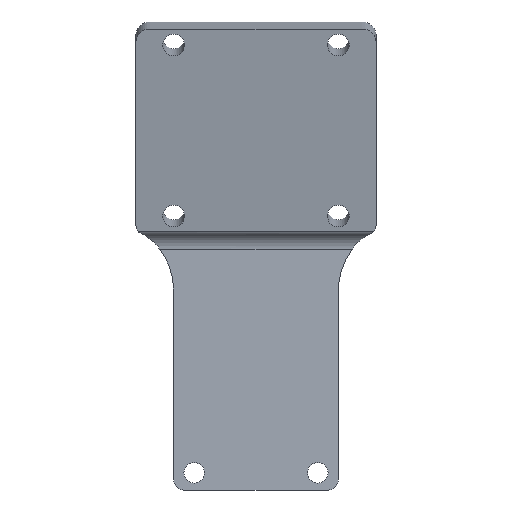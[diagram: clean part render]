
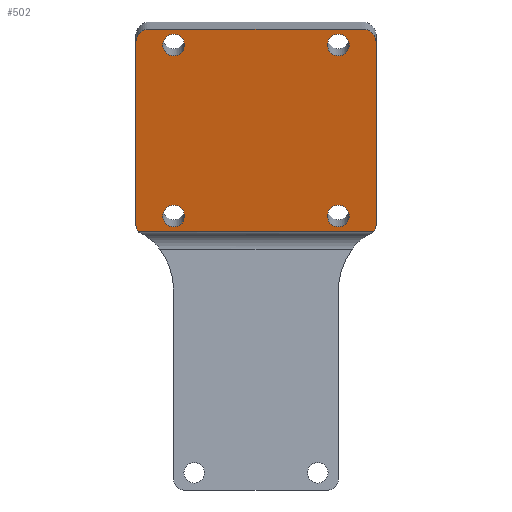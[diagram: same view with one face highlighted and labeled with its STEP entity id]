
A CAD part, front view. The second image highlights one B-rep face of the part: STEP entity #502.
In plain terms, the highlighted planar face has unit normal (0, -0.985, -0.174).
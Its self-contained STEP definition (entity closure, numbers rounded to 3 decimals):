
#27=FACE_BOUND('',#94,.T.);
#28=FACE_BOUND('',#95,.T.);
#29=FACE_BOUND('',#96,.T.);
#30=FACE_BOUND('',#97,.T.);
#44=PLANE('',#566);
#59=FACE_OUTER_BOUND('',#93,.T.);
#93=EDGE_LOOP('',(#401,#402,#403,#404,#405,#406,#407,#408));
#94=EDGE_LOOP('',(#409));
#95=EDGE_LOOP('',(#410));
#96=EDGE_LOOP('',(#411));
#97=EDGE_LOOP('',(#412));
#131=LINE('',#820,#169);
#137=LINE('',#849,#175);
#138=LINE('',#853,#176);
#139=LINE('',#856,#177);
#169=VECTOR('',#656,10.);
#175=VECTOR('',#686,10.);
#176=VECTOR('',#689,10.);
#177=VECTOR('',#692,10.);
#197=CIRCLE('',#553,2.);
#205=CIRCLE('',#565,2.);
#206=CIRCLE('',#567,2.);
#207=CIRCLE('',#568,2.);
#208=CIRCLE('',#569,1.6);
#209=CIRCLE('',#570,1.6);
#210=CIRCLE('',#571,1.6);
#211=CIRCLE('',#572,1.6);
#234=VERTEX_POINT('',#797);
#238=VERTEX_POINT('',#812);
#240=VERTEX_POINT('',#818);
#250=VERTEX_POINT('',#844);
#251=VERTEX_POINT('',#848);
#252=VERTEX_POINT('',#850);
#253=VERTEX_POINT('',#852);
#254=VERTEX_POINT('',#854);
#255=VERTEX_POINT('',#857);
#256=VERTEX_POINT('',#859);
#257=VERTEX_POINT('',#861);
#258=VERTEX_POINT('',#863);
#293=EDGE_CURVE('',#238,#234,#197,.T.);
#296=EDGE_CURVE('',#238,#240,#131,.T.);
#308=EDGE_CURVE('',#250,#240,#205,.T.);
#310=EDGE_CURVE('',#250,#251,#137,.T.);
#311=EDGE_CURVE('',#252,#251,#206,.T.);
#312=EDGE_CURVE('',#252,#253,#138,.T.);
#313=EDGE_CURVE('',#254,#253,#207,.T.);
#314=EDGE_CURVE('',#254,#234,#139,.T.);
#315=EDGE_CURVE('',#255,#255,#208,.T.);
#316=EDGE_CURVE('',#256,#256,#209,.T.);
#317=EDGE_CURVE('',#257,#257,#210,.T.);
#318=EDGE_CURVE('',#258,#258,#211,.T.);
#401=ORIENTED_EDGE('',*,*,#293,.F.);
#402=ORIENTED_EDGE('',*,*,#296,.T.);
#403=ORIENTED_EDGE('',*,*,#308,.F.);
#404=ORIENTED_EDGE('',*,*,#310,.T.);
#405=ORIENTED_EDGE('',*,*,#311,.F.);
#406=ORIENTED_EDGE('',*,*,#312,.T.);
#407=ORIENTED_EDGE('',*,*,#313,.F.);
#408=ORIENTED_EDGE('',*,*,#314,.T.);
#409=ORIENTED_EDGE('',*,*,#315,.T.);
#410=ORIENTED_EDGE('',*,*,#316,.T.);
#411=ORIENTED_EDGE('',*,*,#317,.T.);
#412=ORIENTED_EDGE('',*,*,#318,.T.);
#502=ADVANCED_FACE('',(#59,#27,#28,#29,#30),#44,.T.);
#553=AXIS2_PLACEMENT_3D('',#814,#650,#651);
#565=AXIS2_PLACEMENT_3D('',#845,#681,#682);
#566=AXIS2_PLACEMENT_3D('',#847,#684,#685);
#567=AXIS2_PLACEMENT_3D('',#851,#687,#688);
#568=AXIS2_PLACEMENT_3D('',#855,#690,#691);
#569=AXIS2_PLACEMENT_3D('',#858,#693,#694);
#570=AXIS2_PLACEMENT_3D('',#860,#695,#696);
#571=AXIS2_PLACEMENT_3D('',#862,#697,#698);
#572=AXIS2_PLACEMENT_3D('',#864,#699,#700);
#650=DIRECTION('center_axis',(0.,0.985,0.174));
#651=DIRECTION('ref_axis',(0.878,0.083,-0.471));
#656=DIRECTION('',(0.,-0.174,0.985));
#681=DIRECTION('center_axis',(0.,0.985,0.174));
#682=DIRECTION('ref_axis',(0.707,-0.123,0.696));
#684=DIRECTION('center_axis',(0.,-0.985,-0.174));
#685=DIRECTION('ref_axis',(-1.,0.,0.));
#686=DIRECTION('',(-1.,0.,0.));
#687=DIRECTION('center_axis',(0.,0.985,0.174));
#688=DIRECTION('ref_axis',(-0.707,-0.123,0.696));
#689=DIRECTION('',(0.,0.174,-0.985));
#690=DIRECTION('center_axis',(0.,0.985,0.174));
#691=DIRECTION('ref_axis',(-0.878,0.083,-0.471));
#692=DIRECTION('',(1.,0.,0.));
#693=DIRECTION('center_axis',(0.,0.985,0.174));
#694=DIRECTION('ref_axis',(-1.,0.,0.));
#695=DIRECTION('center_axis',(0.,0.985,0.174));
#696=DIRECTION('ref_axis',(-1.,0.,0.));
#697=DIRECTION('center_axis',(0.,0.985,0.174));
#698=DIRECTION('ref_axis',(-1.,0.,0.));
#699=DIRECTION('center_axis',(0.,0.985,0.174));
#700=DIRECTION('ref_axis',(-1.,0.,0.));
#797=CARTESIAN_POINT('',(17.131,-5.622,37.595));
#812=CARTESIAN_POINT('',(17.5,-5.823,38.734));
#814=CARTESIAN_POINT('Origin',(15.5,-5.823,38.734));
#818=CARTESIAN_POINT('',(17.5,-10.484,65.169));
#820=CARTESIAN_POINT('',(17.5,-5.622,37.595));
#844=CARTESIAN_POINT('',(15.5,-10.832,67.139));
#845=CARTESIAN_POINT('Origin',(15.5,-10.484,65.169));
#847=CARTESIAN_POINT('Origin',(0.,-8.227,52.367));
#848=CARTESIAN_POINT('',(-15.5,-10.832,67.139));
#849=CARTESIAN_POINT('',(17.5,-10.832,67.139));
#850=CARTESIAN_POINT('',(-17.5,-10.484,65.169));
#851=CARTESIAN_POINT('Origin',(-15.5,-10.484,65.169));
#852=CARTESIAN_POINT('',(-17.5,-5.823,38.734));
#853=CARTESIAN_POINT('',(-17.5,-10.832,67.139));
#854=CARTESIAN_POINT('',(-17.131,-5.622,37.595));
#855=CARTESIAN_POINT('Origin',(-15.5,-5.823,38.734));
#856=CARTESIAN_POINT('',(-17.5,-5.622,37.595));
#857=CARTESIAN_POINT('',(13.6,-10.424,64.825));
#858=CARTESIAN_POINT('Origin',(12.,-10.424,64.825));
#859=CARTESIAN_POINT('',(-10.4,-10.424,64.825));
#860=CARTESIAN_POINT('Origin',(-12.,-10.424,64.825));
#861=CARTESIAN_POINT('',(-10.4,-6.03,39.909));
#862=CARTESIAN_POINT('Origin',(-12.,-6.03,39.909));
#863=CARTESIAN_POINT('',(13.6,-6.03,39.909));
#864=CARTESIAN_POINT('Origin',(12.,-6.03,39.909));
